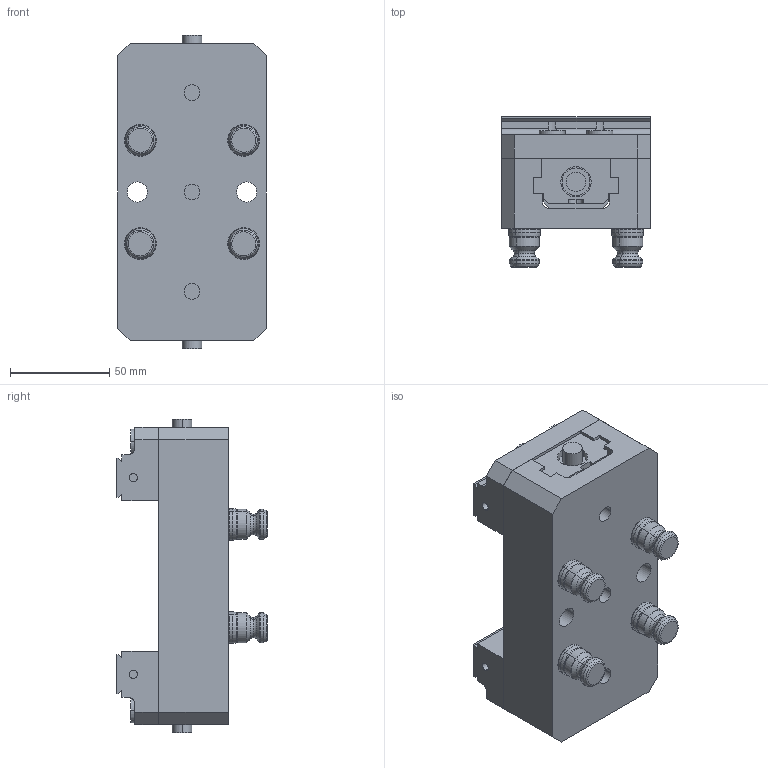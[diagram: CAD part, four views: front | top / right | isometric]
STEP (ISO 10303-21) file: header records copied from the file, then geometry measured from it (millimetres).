
FILE_DESCRIPTION (( 'STEP AP214' ), '1' );
FILE_NAME ('R52-V75150X.STEP', '2020-03-13T18:56:44', ( '' ), ( '' ), 'SwSTEP 2.0', 'SolidWorks 2018', '' );
FILE_SCHEMA (( 'AUTOMOTIVE_DESIGN' ));
Length unit declared in the file: millimetre
Products named in the file (6): D_V75100X-5; D_V75100X-2; D_V75150X-1; R52-V75150X; D_V75150X; D_PS16F_HARD TURN
Assembly tree (10 placements, depth 3):
  R52-V75150X
    D_V75150X
      D_V75150X-1
      D_V75100X-2  x2
      D_V75100X-5  x2
    D_PS16F_HARD TURN  x4
Bounding box: 75 x 75.69 x 158 mm (x, y, z)
Volume: 409153.6 mm3; surface area: 109801.9 mm2
Topology: 9 solids, 9 shells, 490 faces, 1092 edges, 680 vertices
Faces by surface type: plane 190, cylinder 172, torus 88, cone 40
Entity records: 7747 total; most frequent: DIRECTION 1297, CARTESIAN_POINT 1239, ORIENTED_EDGE 1110, EDGE_CURVE 555, AXIS2_PLACEMENT_3D 492, VERTEX_POINT 358, LINE 313, VECTOR 313
